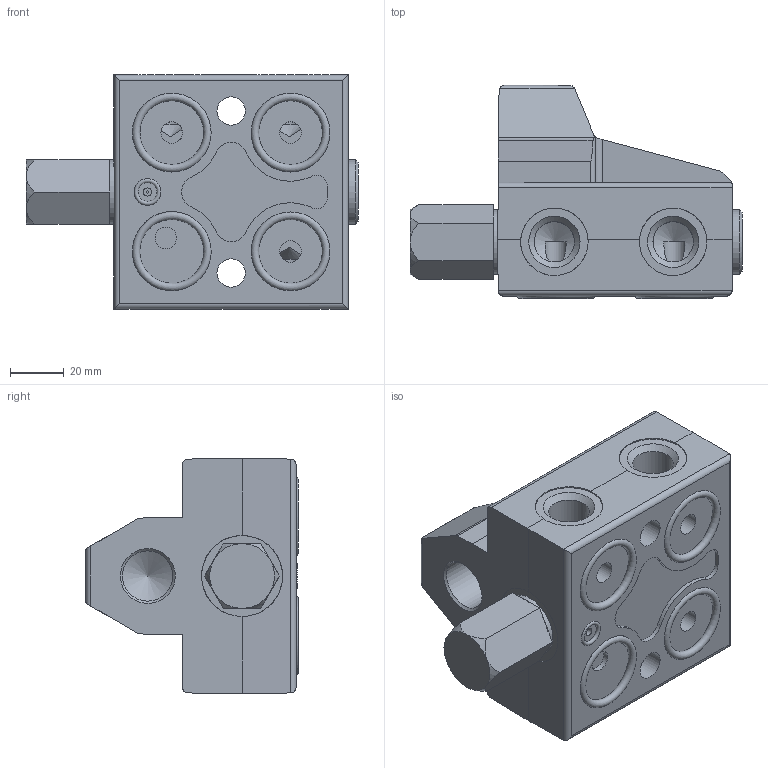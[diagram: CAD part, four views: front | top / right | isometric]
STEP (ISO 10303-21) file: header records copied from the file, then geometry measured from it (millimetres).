
FILE_DESCRIPTION( ( 'STEP AP214' ), '1' );
FILE_NAME( 'PRD80_4.stp', '2020-05-20T07:42:54', ( 'License CC BY-ND 4.0' ), ( 'CADENAS' ), ' ', 'PARTsolutions', ' ' );
FILE_SCHEMA( ( 'AUTOMOTIVE_DESIGN { 1 0 10303 214 1 1 1 1 }' ) );
Length unit declared in the file: millimetre
Products named in the file (1): _PRD80/4
Bounding box: 123 x 78.91 x 87 mm (x, y, z)
Volume: 357022.2 mm3; surface area: 49093.2 mm2
Topology: 1 solids, 5 shells, 261 faces, 660 edges, 427 vertices
Faces by surface type: plane 167, cylinder 66, cone 19, torus 9
Full cylindrical faces by diameter (mm): 0.8 x1, 3 x1, 8 x5, 9.9 x2, 10.5 x2, 14.95 x3, 17 x2, 18.631 x2, 24 x2, 25 x3, 28.5 x4, 30 x3
Entity records: 9897 total; most frequent: CARTESIAN_POINT 1739, DIRECTION 1245, ORIENTED_EDGE 1172, EDGE_CURVE 586, AXIS2_PLACEMENT_3D 433, VERTEX_POINT 409, LINE 379, VECTOR 379
